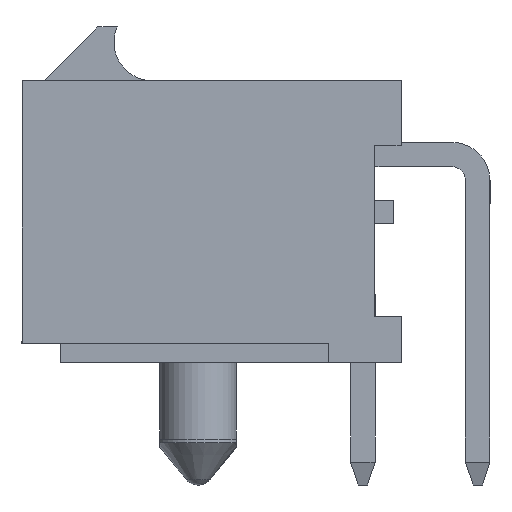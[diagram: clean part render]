
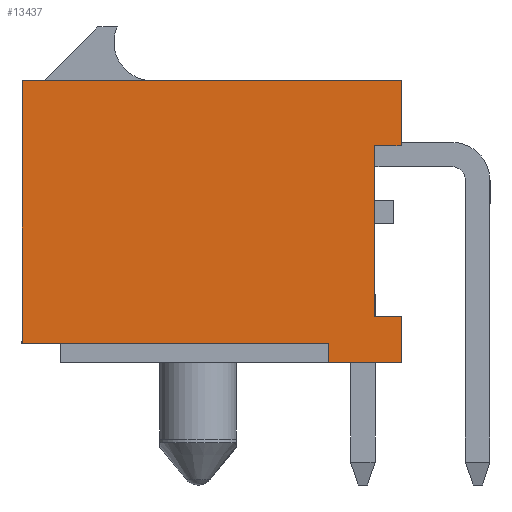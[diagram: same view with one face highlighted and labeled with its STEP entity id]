
A CAD part, left-side view. The second image highlights one B-rep face of the part: STEP entity #13437.
In plain terms, the highlighted planar face has unit normal (-1, 0, 0).
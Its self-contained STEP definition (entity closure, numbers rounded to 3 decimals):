
#1391=ORIENTED_EDGE('',*,*,#3822,.F.);
#1392=ORIENTED_EDGE('',*,*,#3664,.T.);
#1393=ORIENTED_EDGE('',*,*,#3887,.T.);
#1394=ORIENTED_EDGE('',*,*,#3888,.T.);
#1395=ORIENTED_EDGE('',*,*,#3889,.T.);
#1396=ORIENTED_EDGE('',*,*,#3890,.T.);
#1397=ORIENTED_EDGE('',*,*,#3891,.T.);
#1398=ORIENTED_EDGE('',*,*,#3710,.F.);
#1399=ORIENTED_EDGE('',*,*,#3705,.T.);
#1400=ORIENTED_EDGE('',*,*,#3892,.T.);
#3664=EDGE_CURVE('',#4922,#4921,#5913,.T.);
#3705=EDGE_CURVE('',#4952,#4954,#5954,.T.);
#3710=EDGE_CURVE('',#4952,#4957,#5959,.T.);
#3822=EDGE_CURVE('',#4922,#5032,#6062,.T.);
#3887=EDGE_CURVE('',#4921,#5079,#6127,.T.);
#3888=EDGE_CURVE('',#5079,#5080,#6128,.T.);
#3889=EDGE_CURVE('',#5080,#5081,#6129,.T.);
#3890=EDGE_CURVE('',#5081,#5082,#6130,.T.);
#3891=EDGE_CURVE('',#5082,#4957,#6131,.T.);
#3892=EDGE_CURVE('',#4954,#5032,#6132,.T.);
#4921=VERTEX_POINT('',#18285);
#4922=VERTEX_POINT('',#18287);
#4952=VERTEX_POINT('',#18367);
#4954=VERTEX_POINT('',#18371);
#4957=VERTEX_POINT('',#18381);
#5032=VERTEX_POINT('',#18597);
#5079=VERTEX_POINT('',#18734);
#5080=VERTEX_POINT('',#18736);
#5081=VERTEX_POINT('',#18738);
#5082=VERTEX_POINT('',#18740);
#5913=LINE('',#18286,#7223);
#5954=LINE('',#18372,#7264);
#5959=LINE('',#18382,#7269);
#6062=LINE('',#18603,#7372);
#6127=LINE('',#18733,#7437);
#6128=LINE('',#18735,#7438);
#6129=LINE('',#18737,#7439);
#6130=LINE('',#18739,#7440);
#6131=LINE('',#18741,#7441);
#6132=LINE('',#18742,#7442);
#7223=VECTOR('',#15434,1000.);
#7264=VECTOR('',#15499,1000.);
#7269=VECTOR('',#15508,1000.);
#7372=VECTOR('',#15679,1000.);
#7437=VECTOR('',#15784,1000.);
#7438=VECTOR('',#15785,1000.);
#7439=VECTOR('',#15786,1000.);
#7440=VECTOR('',#15787,1000.);
#7441=VECTOR('',#15788,1000.);
#7442=VECTOR('',#15789,1000.);
#8172=EDGE_LOOP('',(#1391,#1392,#1393,#1394,#1395,#1396,#1397,#1398,#1399,
#1400));
#8722=FACE_BOUND('',#8172,.T.);
#9237=PLANE('',#14037);
#13437=ADVANCED_FACE('',(#8722),#9237,.T.);
#14037=AXIS2_PLACEMENT_3D('',#18732,#15782,#15783);
#15434=DIRECTION('',(0.,0.,1.));
#15499=DIRECTION('',(-0.001,-1.,0.));
#15508=DIRECTION('',(0.,0.,1.));
#15679=DIRECTION('',(-0.001,-1.,0.));
#15782=DIRECTION('',(-1.,0.001,0.));
#15783=DIRECTION('',(0.001,1.,0.));
#15784=DIRECTION('',(-0.001,-1.,0.));
#15785=DIRECTION('',(0.,0.,1.));
#15786=DIRECTION('',(0.001,1.,0.));
#15787=DIRECTION('',(0.,0.,-1.));
#15788=DIRECTION('',(-0.001,-1.,0.));
#15789=DIRECTION('',(0.,0.,1.));
#18285=CARTESIAN_POINT('',(-9.353,-3.093,2.881));
#18286=CARTESIAN_POINT('',(-9.353,-3.093,-1.579));
#18287=CARTESIAN_POINT('',(-9.353,-3.093,-1.579));
#18367=CARTESIAN_POINT('',(-9.352,-1.893,-2.779));
#18371=CARTESIAN_POINT('',(-9.354,-3.793,-2.779));
#18372=CARTESIAN_POINT('',(-9.352,-1.893,-2.779));
#18381=CARTESIAN_POINT('',(-9.352,-1.893,-2.279));
#18382=CARTESIAN_POINT('',(-9.352,-1.893,-2.779));
#18597=CARTESIAN_POINT('',(-9.354,-3.793,-1.579));
#18603=CARTESIAN_POINT('',(-9.353,-2.793,-1.579));
#18732=CARTESIAN_POINT('',(-9.35,1.157,1.151));
#18733=CARTESIAN_POINT('',(-9.353,-2.793,2.881));
#18734=CARTESIAN_POINT('',(-9.353,-3.793,2.881));
#18735=CARTESIAN_POINT('',(-9.354,-3.793,-2.279));
#18736=CARTESIAN_POINT('',(-9.353,-3.793,4.581));
#18737=CARTESIAN_POINT('',(-9.353,-3.793,4.581));
#18738=CARTESIAN_POINT('',(-9.346,6.107,4.581));
#18739=CARTESIAN_POINT('',(-9.346,6.107,4.581));
#18740=CARTESIAN_POINT('',(-9.347,6.107,-2.279));
#18741=CARTESIAN_POINT('',(-9.347,6.107,-2.279));
#18742=CARTESIAN_POINT('',(-9.354,-3.793,-2.279));
